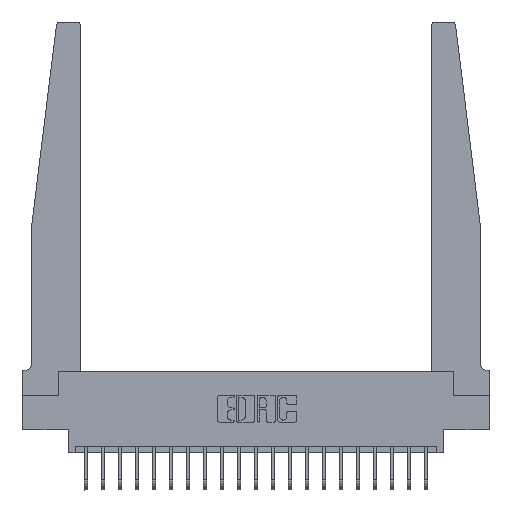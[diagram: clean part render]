
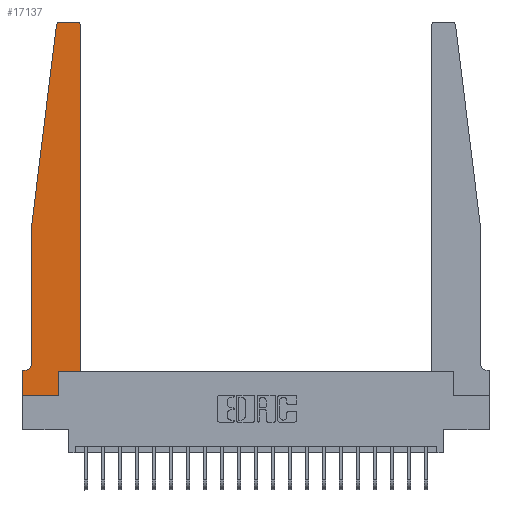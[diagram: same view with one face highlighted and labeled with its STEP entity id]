
A CAD part, top view. The second image highlights one B-rep face of the part: STEP entity #17137.
In plain terms, the highlighted planar face has unit normal (0, 0, 1).
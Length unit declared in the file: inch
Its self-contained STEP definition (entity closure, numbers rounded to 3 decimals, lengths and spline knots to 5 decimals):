
#130 = CIRCLE ( 'NONE', #3922, 0.05 ) ;
#637 = ORIENTED_EDGE ( 'NONE', *, *, #18508, .T. ) ;
#646 = CARTESIAN_POINT ( 'NONE',  ( 0., 0., 0.37 ) ) ;
#804 = CARTESIAN_POINT ( 'NONE',  ( 0.015, 0.2375, 0.37 ) ) ;
#1064 = CARTESIAN_POINT ( 'NONE',  ( 0.425, 2.72, 0.37 ) ) ;
#1190 = VECTOR ( 'NONE', #16560, 39.37008 ) ;
#1234 = CIRCLE ( 'NONE', #10155, 0.03 ) ;
#1501 = VECTOR ( 'NONE', #11655, 39.37008 ) ;
#1612 = CARTESIAN_POINT ( 'NONE',  ( 0., 0.1875, 0.37 ) ) ;
#1671 = VECTOR ( 'NONE', #10205, 39.37008 ) ;
#2035 = DIRECTION ( 'NONE',  ( 1., 0., 0. ) ) ;
#2459 = VERTEX_POINT ( 'NONE', #19498 ) ;
#2574 = CARTESIAN_POINT ( 'NONE',  ( 0., 0., 0.37 ) ) ;
#2696 = VECTOR ( 'NONE', #7199, 39.37008 ) ;
#2771 = VERTEX_POINT ( 'NONE', #6439 ) ;
#2913 = VERTEX_POINT ( 'NONE', #18564 ) ;
#2943 = EDGE_LOOP ( 'NONE', ( #9891, #14108, #6365, #3424, #11399, #637, #15252, #20228, #4111, #18504, #5769, #10759 ) ) ;
#3229 = DIRECTION ( 'NONE',  ( 1., 0., 0. ) ) ;
#3424 = ORIENTED_EDGE ( 'NONE', *, *, #18434, .T. ) ;
#3642 = DIRECTION ( 'NONE',  ( -1., 0., 0. ) ) ;
#3922 = AXIS2_PLACEMENT_3D ( 'NONE', #804, #4238, #7358 ) ;
#4111 = ORIENTED_EDGE ( 'NONE', *, *, #9677, .T. ) ;
#4238 = DIRECTION ( 'NONE',  ( 0., 0., -1. ) ) ;
#4468 = VERTEX_POINT ( 'NONE', #10391 ) ;
#4498 = CARTESIAN_POINT ( 'NONE',  ( 0.27653, 2.72, 0.37 ) ) ;
#4509 = VECTOR ( 'NONE', #2035, 39.37008 ) ;
#4726 = CARTESIAN_POINT ( 'NONE',  ( 0.2605, 0.18, 0.37 ) ) ;
#4825 = DIRECTION ( 'NONE',  ( 0., 1., 0. ) ) ;
#4852 = FACE_OUTER_BOUND ( 'NONE', #2943, .T. ) ;
#4990 = EDGE_CURVE ( 'NONE', #9447, #5771, #1234, .T. ) ;
#5310 = DIRECTION ( 'NONE',  ( -0.122, -0.992, 0. ) ) ;
#5655 = VECTOR ( 'NONE', #3642, 39.37008 ) ;
#5769 = ORIENTED_EDGE ( 'NONE', *, *, #9856, .T. ) ;
#5771 = VERTEX_POINT ( 'NONE', #17166 ) ;
#6042 = EDGE_CURVE ( 'NONE', #9375, #4468, #18533, .T. ) ;
#6365 = ORIENTED_EDGE ( 'NONE', *, *, #6042, .T. ) ;
#6439 = CARTESIAN_POINT ( 'NONE',  ( 0.015, 0.1875, 0.37 ) ) ;
#6551 = LINE ( 'NONE', #4726, #6834 ) ;
#6638 = AXIS2_PLACEMENT_3D ( 'NONE', #1612, #9699, #3229 ) ;
#6834 = VECTOR ( 'NONE', #4825, 39.37008 ) ;
#6887 = PLANE ( 'NONE',  #6638 ) ;
#7070 = CARTESIAN_POINT ( 'NONE',  ( 0.065, 0.1875, 0.37 ) ) ;
#7199 = DIRECTION ( 'NONE',  ( 0., -1., 0. ) ) ;
#7358 = DIRECTION ( 'NONE',  ( -1., 0., 0. ) ) ;
#7935 = CIRCLE ( 'NONE', #10007, 0.03 ) ;
#9091 = CARTESIAN_POINT ( 'NONE',  ( 0.065, 0.2375, 0.37 ) ) ;
#9133 = VECTOR ( 'NONE', #5310, 39.37008 ) ;
#9375 = VERTEX_POINT ( 'NONE', #17214 ) ;
#9415 = EDGE_CURVE ( 'NONE', #14294, #11684, #10441, .T. ) ;
#9447 = VERTEX_POINT ( 'NONE', #1064 ) ;
#9677 = EDGE_CURVE ( 'NONE', #2459, #13550, #6551, .T. ) ;
#9699 = DIRECTION ( 'NONE',  ( 0., 0., 1. ) ) ;
#9856 = EDGE_CURVE ( 'NONE', #16484, #9447, #18687, .T. ) ;
#9891 = ORIENTED_EDGE ( 'NONE', *, *, #19799, .T. ) ;
#10007 = AXIS2_PLACEMENT_3D ( 'NONE', #4498, #11063, #19233 ) ;
#10040 = CARTESIAN_POINT ( 'NONE',  ( 0., 0., 0.37 ) ) ;
#10155 = AXIS2_PLACEMENT_3D ( 'NONE', #17336, #10680, #17135 ) ;
#10205 = DIRECTION ( 'NONE',  ( 0., 1., 0. ) ) ;
#10218 = LINE ( 'NONE', #18596, #4509 ) ;
#10391 = CARTESIAN_POINT ( 'NONE',  ( 0.065, 1.25, 0.37 ) ) ;
#10441 = LINE ( 'NONE', #646, #2696 ) ;
#10533 = CARTESIAN_POINT ( 'NONE',  ( 0.425, 0.18, 0.37 ) ) ;
#10680 = DIRECTION ( 'NONE',  ( 0., 0., 1. ) ) ;
#10759 = ORIENTED_EDGE ( 'NONE', *, *, #4990, .T. ) ;
#11063 = DIRECTION ( 'NONE',  ( 0., 0., 1. ) ) ;
#11399 = ORIENTED_EDGE ( 'NONE', *, *, #17494, .T. ) ;
#11655 = DIRECTION ( 'NONE',  ( 1., 0., 0. ) ) ;
#11684 = VERTEX_POINT ( 'NONE', #2574 ) ;
#12239 = LINE ( 'NONE', #7070, #5655 ) ;
#12631 = CARTESIAN_POINT ( 'NONE',  ( 0.425, 0.18, 0.37 ) ) ;
#13087 = CARTESIAN_POINT ( 'NONE',  ( 0.25, 2.75, 0.37 ) ) ;
#13328 = CARTESIAN_POINT ( 'NONE',  ( 0.065, 1.25, 0.37 ) ) ;
#13550 = VERTEX_POINT ( 'NONE', #14164 ) ;
#13629 = VERTEX_POINT ( 'NONE', #9091 ) ;
#14108 = ORIENTED_EDGE ( 'NONE', *, *, #14366, .T. ) ;
#14164 = CARTESIAN_POINT ( 'NONE',  ( 0.2605, 0.18, 0.37 ) ) ;
#14294 = VERTEX_POINT ( 'NONE', #17201 ) ;
#14332 = EDGE_CURVE ( 'NONE', #13550, #16484, #10218, .T. ) ;
#14366 = EDGE_CURVE ( 'NONE', #2913, #9375, #7935, .T. ) ;
#15252 = ORIENTED_EDGE ( 'NONE', *, *, #9415, .T. ) ;
#16322 = LINE ( 'NONE', #13087, #16642 ) ;
#16484 = VERTEX_POINT ( 'NONE', #12631 ) ;
#16560 = DIRECTION ( 'NONE',  ( 0., -1., 0. ) ) ;
#16642 = VECTOR ( 'NONE', #20940, 39.37008 ) ;
#17135 = DIRECTION ( 'NONE',  ( 1., 0., 0. ) ) ;
#17137 = ADVANCED_FACE ( 'NONE', ( #4852 ), #6887, .T. ) ;
#17166 = CARTESIAN_POINT ( 'NONE',  ( 0.395, 2.75, 0.37 ) ) ;
#17201 = CARTESIAN_POINT ( 'NONE',  ( 0., 0.1875, 0.37 ) ) ;
#17214 = CARTESIAN_POINT ( 'NONE',  ( 0.24675, 2.72367, 0.37 ) ) ;
#17336 = CARTESIAN_POINT ( 'NONE',  ( 0.395, 2.72, 0.37 ) ) ;
#17494 = EDGE_CURVE ( 'NONE', #13629, #2771, #130, .T. ) ;
#17733 = EDGE_CURVE ( 'NONE', #11684, #2459, #18217, .T. ) ;
#18217 = LINE ( 'NONE', #10040, #1501 ) ;
#18273 = LINE ( 'NONE', #13328, #1190 ) ;
#18434 = EDGE_CURVE ( 'NONE', #4468, #13629, #18273, .T. ) ;
#18504 = ORIENTED_EDGE ( 'NONE', *, *, #14332, .T. ) ;
#18508 = EDGE_CURVE ( 'NONE', #2771, #14294, #12239, .T. ) ;
#18533 = LINE ( 'NONE', #20035, #9133 ) ;
#18564 = CARTESIAN_POINT ( 'NONE',  ( 0.27653, 2.75, 0.37 ) ) ;
#18596 = CARTESIAN_POINT ( 'NONE',  ( 0.425, 0.18, 0.37 ) ) ;
#18687 = LINE ( 'NONE', #10533, #1671 ) ;
#19233 = DIRECTION ( 'NONE',  ( 1., 0., 0. ) ) ;
#19498 = CARTESIAN_POINT ( 'NONE',  ( 0.2605, 0., 0.37 ) ) ;
#19799 = EDGE_CURVE ( 'NONE', #5771, #2913, #16322, .T. ) ;
#20035 = CARTESIAN_POINT ( 'NONE',  ( 0.065, 1.25, 0.37 ) ) ;
#20228 = ORIENTED_EDGE ( 'NONE', *, *, #17733, .T. ) ;
#20940 = DIRECTION ( 'NONE',  ( -1., 0., 0. ) ) ;
